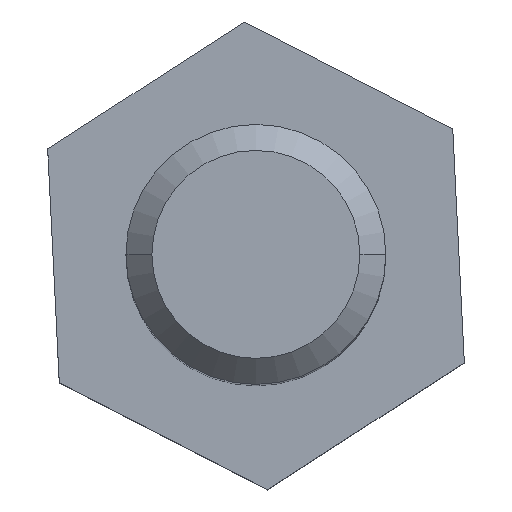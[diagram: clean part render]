
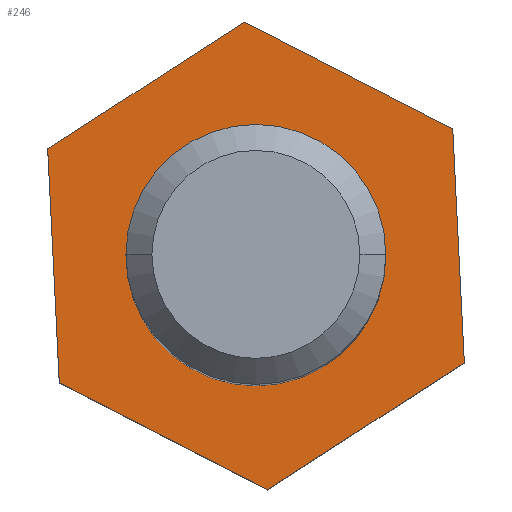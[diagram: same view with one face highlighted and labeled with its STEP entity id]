
A CAD part, top view. The second image highlights one B-rep face of the part: STEP entity #246.
In plain terms, the highlighted planar face has unit normal (0, 0, 1).
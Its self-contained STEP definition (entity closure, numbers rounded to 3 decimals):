
#24=CARTESIAN_POINT('',(0.,0.,0.));
#25=DIRECTION('',(0.,0.,1.));
#26=DIRECTION('',(-1.,0.,0.));
#27=AXIS2_PLACEMENT_3D('',#24,#25,#26);
#38=CARTESIAN_POINT('',(0.,0.,0.));
#39=DIRECTION('',(0.,0.,1.));
#40=DIRECTION('',(1.,0.,0.));
#41=AXIS2_PLACEMENT_3D('',#38,#39,#40);
#47=DIRECTION('',(0.89,-0.456,0.));
#48=VECTOR('',#47,4.503);
#49=CARTESIAN_POINT('',(-0.221,4.498,0.));
#50=LINE('',#49,#48);
#51=DIRECTION('',(0.05,-0.999,0.));
#52=VECTOR('',#51,4.503);
#53=CARTESIAN_POINT('',(3.786,2.442,0.));
#54=LINE('',#53,#52);
#55=DIRECTION('',(-0.84,-0.542,0.));
#56=VECTOR('',#55,4.503);
#57=CARTESIAN_POINT('',(4.009,-2.056,0.));
#58=LINE('',#57,#56);
#59=DIRECTION('',(-0.89,0.456,0.));
#60=VECTOR('',#59,4.503);
#61=CARTESIAN_POINT('',(0.225,-4.498,0.));
#62=LINE('',#61,#60);
#63=DIRECTION('',(-0.05,0.999,0.));
#64=VECTOR('',#63,4.503);
#65=CARTESIAN_POINT('',(-3.782,-2.442,0.));
#66=LINE('',#65,#64);
#67=DIRECTION('',(0.84,0.542,0.));
#68=VECTOR('',#67,4.503);
#69=CARTESIAN_POINT('',(-4.005,2.056,0.));
#70=LINE('',#69,#68);
#119=CARTESIAN_POINT('',(-0.221,4.498,0.));
#120=CARTESIAN_POINT('',(3.786,2.442,0.));
#121=VERTEX_POINT('',#119);
#122=VERTEX_POINT('',#120);
#123=CARTESIAN_POINT('',(4.009,-2.056,0.));
#124=VERTEX_POINT('',#123);
#125=CARTESIAN_POINT('',(0.225,-4.498,0.));
#126=VERTEX_POINT('',#125);
#127=CARTESIAN_POINT('',(-3.782,-2.442,0.));
#128=VERTEX_POINT('',#127);
#129=CARTESIAN_POINT('',(-4.005,2.056,0.));
#130=VERTEX_POINT('',#129);
#143=CARTESIAN_POINT('',(2.5,0.,0.));
#144=CARTESIAN_POINT('',(-2.5,0.,0.));
#145=VERTEX_POINT('',#143);
#146=VERTEX_POINT('',#144);
#223=CARTESIAN_POINT('',(0.,0.,0.));
#224=DIRECTION('',(0.,0.,-1.));
#225=DIRECTION('',(-1.,0.,0.));
#226=AXIS2_PLACEMENT_3D('',#223,#224,#225);
#227=PLANE('',#226);
#229=ORIENTED_EDGE('',*,*,#228,.T.);
#231=ORIENTED_EDGE('',*,*,#230,.T.);
#233=ORIENTED_EDGE('',*,*,#232,.T.);
#235=ORIENTED_EDGE('',*,*,#234,.T.);
#237=ORIENTED_EDGE('',*,*,#236,.T.);
#239=ORIENTED_EDGE('',*,*,#238,.T.);
#240=EDGE_LOOP('',(#229,#231,#233,#235,#237,#239));
#241=FACE_OUTER_BOUND('',#240,.F.);
#242=ORIENTED_EDGE('',*,*,#217,.T.);
#243=ORIENTED_EDGE('',*,*,#203,.T.);
#244=EDGE_LOOP('',(#242,#243));
#245=FACE_BOUND('',#244,.F.);
#246=ADVANCED_FACE('',(#241,#245),#227,.F.);
#28=CIRCLE('',#27,2.5);
#42=CIRCLE('',#41,2.5);
#203=EDGE_CURVE('',#146,#145,#28,.T.);
#217=EDGE_CURVE('',#145,#146,#42,.T.);
#228=EDGE_CURVE('',#121,#122,#50,.T.);
#230=EDGE_CURVE('',#122,#124,#54,.T.);
#232=EDGE_CURVE('',#124,#126,#58,.T.);
#234=EDGE_CURVE('',#126,#128,#62,.T.);
#236=EDGE_CURVE('',#128,#130,#66,.T.);
#238=EDGE_CURVE('',#130,#121,#70,.T.);
